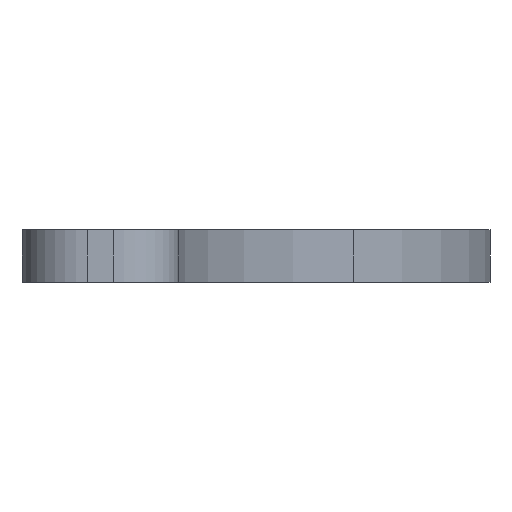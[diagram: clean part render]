
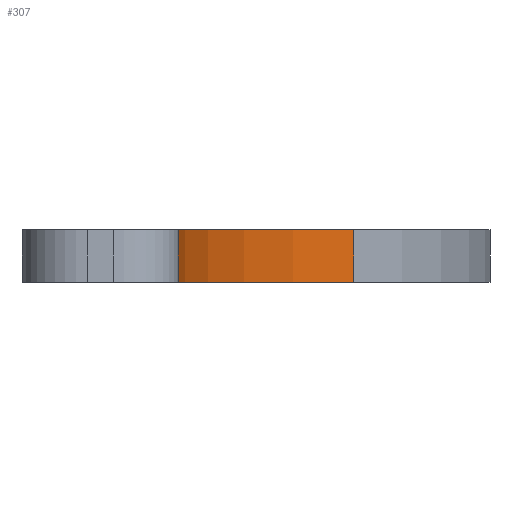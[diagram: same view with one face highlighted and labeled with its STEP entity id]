
A CAD part, front view. The second image highlights one B-rep face of the part: STEP entity #307.
In plain terms, the highlighted cylindrical face has radius 40 mm (diameter 80 mm), a partial arc.
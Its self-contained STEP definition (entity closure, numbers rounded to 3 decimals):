
#4 = ORIENTED_EDGE ( 'NONE', *, *, #38, .T. ) ;
#18 = LINE ( 'NONE', #99, #467 ) ;
#26 = EDGE_LOOP ( 'NONE', ( #4, #951, #429, #525 ) ) ;
#38 = EDGE_CURVE ( 'NONE', #736, #232, #427, .T. ) ;
#99 = CARTESIAN_POINT ( 'NONE',  ( 19.521, 110.564, 4. ) ) ;
#165 = LINE ( 'NONE', #382, #824 ) ;
#174 = CARTESIAN_POINT ( 'NONE',  ( 46., 80.583, 4. ) ) ;
#180 = EDGE_CURVE ( 'NONE', #723, #232, #18, .T. ) ;
#218 = DIRECTION ( 'NONE',  ( 0., 0., -1. ) ) ;
#232 = VERTEX_POINT ( 'NONE', #811 ) ;
#288 = CARTESIAN_POINT ( 'NONE',  ( 46., 80.583, 4. ) ) ;
#297 = DIRECTION ( 'NONE',  ( 0., 0., -1. ) ) ;
#307 = ADVANCED_FACE ( 'NONE', ( #376 ), #349, .F. ) ;
#314 = CARTESIAN_POINT ( 'NONE',  ( 6., 80.583, 0. ) ) ;
#349 = CYLINDRICAL_SURFACE ( 'NONE', #792, 40. ) ;
#356 = DIRECTION ( 'NONE',  ( 0., 0., -1. ) ) ;
#376 = FACE_OUTER_BOUND ( 'NONE', #26, .T. ) ;
#382 = CARTESIAN_POINT ( 'NONE',  ( 6., 80.583, 4. ) ) ;
#427 = CIRCLE ( 'NONE', #757, 40. ) ;
#429 = ORIENTED_EDGE ( 'NONE', *, *, #1105, .F. ) ;
#467 = VECTOR ( 'NONE', #633, 1000. ) ;
#494 = AXIS2_PLACEMENT_3D ( 'NONE', #288, #1046, #890 ) ;
#525 = ORIENTED_EDGE ( 'NONE', *, *, #789, .T. ) ;
#592 = CIRCLE ( 'NONE', #494, 40. ) ;
#633 = DIRECTION ( 'NONE',  ( 0., 0., -1. ) ) ;
#646 = DIRECTION ( 'NONE',  ( -1., 0., 0. ) ) ;
#723 = VERTEX_POINT ( 'NONE', #766 ) ;
#736 = VERTEX_POINT ( 'NONE', #314 ) ;
#757 = AXIS2_PLACEMENT_3D ( 'NONE', #845, #218, #761 ) ;
#761 = DIRECTION ( 'NONE',  ( 1., 0., 0. ) ) ;
#766 = CARTESIAN_POINT ( 'NONE',  ( 19.521, 110.564, 4. ) ) ;
#789 = EDGE_CURVE ( 'NONE', #904, #736, #165, .T. ) ;
#792 = AXIS2_PLACEMENT_3D ( 'NONE', #174, #356, #646 ) ;
#811 = CARTESIAN_POINT ( 'NONE',  ( 19.521, 110.564, 0. ) ) ;
#824 = VECTOR ( 'NONE', #297, 1000. ) ;
#845 = CARTESIAN_POINT ( 'NONE',  ( 46., 80.583, 0. ) ) ;
#890 = DIRECTION ( 'NONE',  ( 1., 0., 0. ) ) ;
#904 = VERTEX_POINT ( 'NONE', #1066 ) ;
#951 = ORIENTED_EDGE ( 'NONE', *, *, #180, .F. ) ;
#1046 = DIRECTION ( 'NONE',  ( 0., 0., -1. ) ) ;
#1066 = CARTESIAN_POINT ( 'NONE',  ( 6., 80.583, 4. ) ) ;
#1105 = EDGE_CURVE ( 'NONE', #904, #723, #592, .T. ) ;
